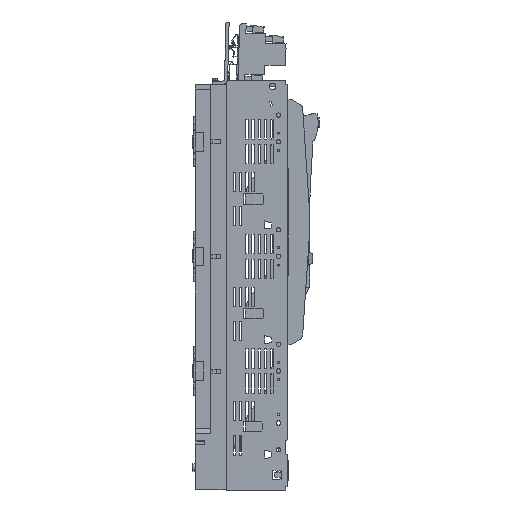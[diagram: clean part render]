
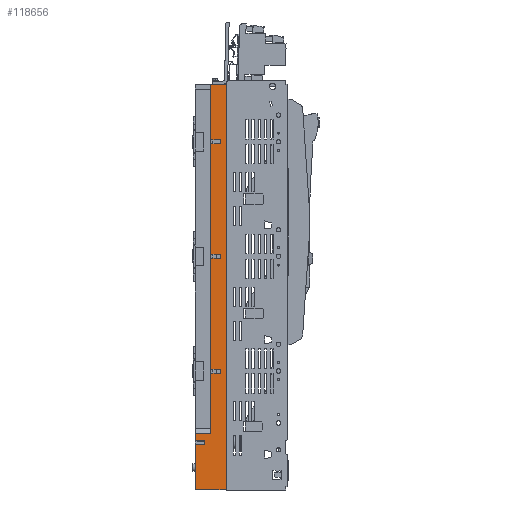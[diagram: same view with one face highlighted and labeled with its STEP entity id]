
A CAD part, left-side view. The second image highlights one B-rep face of the part: STEP entity #118656.
In plain terms, the highlighted planar face has unit normal (-1, 0, 0).
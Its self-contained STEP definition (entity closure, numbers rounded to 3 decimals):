
#118620=AXIS2_PLACEMENT_3D('Plane Axis2P3D',#118617,#118618,#118619) ;
#110176=CARTESIAN_POINT('Vertex',(-50.,-54.,277.064)) ;
#110179=CARTESIAN_POINT('Line Origine',(-50.,-54.,-49.75)) ;
#110183=CARTESIAN_POINT('Vertex',(-50.,-54.,-376.564)) ;
#112292=CARTESIAN_POINT('Vertex',(-50.,-4.,-376.564)) ;
#112295=CARTESIAN_POINT('Line Origine',(-50.,-4.,-340.097)) ;
#112299=CARTESIAN_POINT('Vertex',(-50.,-4.,-303.631)) ;
#112320=CARTESIAN_POINT('Vertex',(-50.,-4.,-297.369)) ;
#112323=CARTESIAN_POINT('Line Origine',(-50.,-4.,-291.714)) ;
#112327=CARTESIAN_POINT('Vertex',(-50.,-4.,-286.058)) ;
#113086=CARTESIAN_POINT('Vertex',(-50.,-29.,277.064)) ;
#113089=CARTESIAN_POINT('Line Origine',(-50.,-29.,277.064)) ;
#117090=CARTESIAN_POINT('Vertex',(-50.,-19.,-297.5)) ;
#117093=CARTESIAN_POINT('Line Origine',(-50.,-11.5,-297.435)) ;
#117788=CARTESIAN_POINT('Line Origine',(-50.,-29.,-376.564)) ;
#118161=CARTESIAN_POINT('Vertex',(-50.,-29.,188.216)) ;
#118166=CARTESIAN_POINT('Line Origine',(-50.,-29.,232.64)) ;
#118189=CARTESIAN_POINT('Vertex',(-50.,-29.,-286.058)) ;
#118192=CARTESIAN_POINT('Line Origine',(-50.,-29.,-237.137)) ;
#118196=CARTESIAN_POINT('Vertex',(-50.,-29.,-188.216)) ;
#118217=CARTESIAN_POINT('Vertex',(-50.,-29.,-181.784)) ;
#118220=CARTESIAN_POINT('Line Origine',(-50.,-29.,-92.5)) ;
#118224=CARTESIAN_POINT('Vertex',(-50.,-29.,-3.216)) ;
#118245=CARTESIAN_POINT('Vertex',(-50.,-29.,3.216)) ;
#118248=CARTESIAN_POINT('Line Origine',(-50.,-29.,92.5)) ;
#118252=CARTESIAN_POINT('Vertex',(-50.,-29.,181.784)) ;
#118326=CARTESIAN_POINT('Vertex',(-50.,-45.,-181.784)) ;
#118329=CARTESIAN_POINT('Line Origine',(-50.,-37.,-181.784)) ;
#118354=CARTESIAN_POINT('Line Origine',(-50.,-45.,-185.)) ;
#118358=CARTESIAN_POINT('Vertex',(-50.,-45.,-188.216)) ;
#118384=CARTESIAN_POINT('Line Origine',(-50.,-37.,-188.216)) ;
#118464=CARTESIAN_POINT('Vertex',(-50.,-19.,-303.631)) ;
#118467=CARTESIAN_POINT('Line Origine',(-50.,-19.,-300.565)) ;
#118497=CARTESIAN_POINT('Vertex',(-50.,-45.,188.216)) ;
#118500=CARTESIAN_POINT('Line Origine',(-50.,-37.,188.216)) ;
#118518=CARTESIAN_POINT('Line Origine',(-50.,-45.,185.)) ;
#118522=CARTESIAN_POINT('Vertex',(-50.,-45.,181.784)) ;
#118541=CARTESIAN_POINT('Line Origine',(-50.,-37.,181.784)) ;
#118559=CARTESIAN_POINT('Vertex',(-50.,-45.,3.216)) ;
#118562=CARTESIAN_POINT('Line Origine',(-50.,-37.,3.216)) ;
#118580=CARTESIAN_POINT('Line Origine',(-50.,-45.,0.)) ;
#118584=CARTESIAN_POINT('Vertex',(-50.,-45.,-3.216)) ;
#118603=CARTESIAN_POINT('Line Origine',(-50.,-37.,-3.216)) ;
#118617=CARTESIAN_POINT('Axis2P3D Location',(-50.,-4.,-49.981)) ;
#118622=CARTESIAN_POINT('Line Origine',(-50.,-29.,-286.058)) ;
#118627=CARTESIAN_POINT('Line Origine',(-50.,-29.,-303.631)) ;
#110180=DIRECTION('Vector Direction',(0.,0.,1.)) ;
#112296=DIRECTION('Vector Direction',(0.,0.,1.)) ;
#112324=DIRECTION('Vector Direction',(0.,0.,1.)) ;
#113090=DIRECTION('Vector Direction',(0.,1.,0.)) ;
#117094=DIRECTION('Vector Direction',(0.,-1.,-0.009)) ;
#117789=DIRECTION('Vector Direction',(0.,1.,0.)) ;
#118167=DIRECTION('Vector Direction',(0.,0.,-1.)) ;
#118193=DIRECTION('Vector Direction',(0.,0.,-1.)) ;
#118221=DIRECTION('Vector Direction',(0.,0.,-1.)) ;
#118249=DIRECTION('Vector Direction',(0.,0.,-1.)) ;
#118330=DIRECTION('Vector Direction',(0.,1.,0.)) ;
#118355=DIRECTION('Vector Direction',(0.,0.,-1.)) ;
#118385=DIRECTION('Vector Direction',(0.,1.,0.)) ;
#118468=DIRECTION('Vector Direction',(0.,0.,-1.)) ;
#118501=DIRECTION('Vector Direction',(0.,1.,0.)) ;
#118519=DIRECTION('Vector Direction',(0.,0.,-1.)) ;
#118542=DIRECTION('Vector Direction',(0.,1.,0.)) ;
#118563=DIRECTION('Vector Direction',(0.,1.,0.)) ;
#118581=DIRECTION('Vector Direction',(0.,0.,-1.)) ;
#118604=DIRECTION('Vector Direction',(0.,1.,0.)) ;
#118618=DIRECTION('Axis2P3D Direction',(1.,0.,0.)) ;
#118619=DIRECTION('Axis2P3D XDirection',(0.,0.,-1.)) ;
#118623=DIRECTION('Vector Direction',(0.,1.,0.)) ;
#118628=DIRECTION('Vector Direction',(0.,1.,0.)) ;
#110181=VECTOR('Line Direction',#110180,1.) ;
#112297=VECTOR('Line Direction',#112296,1.) ;
#112325=VECTOR('Line Direction',#112324,1.) ;
#113091=VECTOR('Line Direction',#113090,1.) ;
#117095=VECTOR('Line Direction',#117094,1.) ;
#117790=VECTOR('Line Direction',#117789,1.) ;
#118168=VECTOR('Line Direction',#118167,1.) ;
#118194=VECTOR('Line Direction',#118193,1.) ;
#118222=VECTOR('Line Direction',#118221,1.) ;
#118250=VECTOR('Line Direction',#118249,1.) ;
#118331=VECTOR('Line Direction',#118330,1.) ;
#118356=VECTOR('Line Direction',#118355,1.) ;
#118386=VECTOR('Line Direction',#118385,1.) ;
#118469=VECTOR('Line Direction',#118468,1.) ;
#118502=VECTOR('Line Direction',#118501,1.) ;
#118520=VECTOR('Line Direction',#118519,1.) ;
#118543=VECTOR('Line Direction',#118542,1.) ;
#118564=VECTOR('Line Direction',#118563,1.) ;
#118582=VECTOR('Line Direction',#118581,1.) ;
#118605=VECTOR('Line Direction',#118604,1.) ;
#118624=VECTOR('Line Direction',#118623,1.) ;
#118629=VECTOR('Line Direction',#118628,1.) ;
#118633=ORIENTED_EDGE('',*,*,#118607,.F.) ;
#118634=ORIENTED_EDGE('',*,*,#118226,.T.) ;
#118635=ORIENTED_EDGE('',*,*,#118333,.T.) ;
#118636=ORIENTED_EDGE('',*,*,#118360,.T.) ;
#118637=ORIENTED_EDGE('',*,*,#118388,.F.) ;
#118638=ORIENTED_EDGE('',*,*,#118198,.T.) ;
#118639=ORIENTED_EDGE('',*,*,#118626,.F.) ;
#118640=ORIENTED_EDGE('',*,*,#112329,.F.) ;
#118641=ORIENTED_EDGE('',*,*,#117097,.T.) ;
#118642=ORIENTED_EDGE('',*,*,#118471,.T.) ;
#118643=ORIENTED_EDGE('',*,*,#118631,.F.) ;
#118644=ORIENTED_EDGE('',*,*,#112301,.F.) ;
#118645=ORIENTED_EDGE('',*,*,#117792,.T.) ;
#118646=ORIENTED_EDGE('',*,*,#110185,.T.) ;
#118647=ORIENTED_EDGE('',*,*,#113093,.F.) ;
#118648=ORIENTED_EDGE('',*,*,#118170,.T.) ;
#118649=ORIENTED_EDGE('',*,*,#118504,.T.) ;
#118650=ORIENTED_EDGE('',*,*,#118524,.T.) ;
#118651=ORIENTED_EDGE('',*,*,#118545,.F.) ;
#118652=ORIENTED_EDGE('',*,*,#118254,.T.) ;
#118653=ORIENTED_EDGE('',*,*,#118566,.T.) ;
#118654=ORIENTED_EDGE('',*,*,#118586,.T.) ;
#118656=ADVANCED_FACE('804187_14_L_NH-Leistenunterteil Gr.3  L/SL3/W/3A/ES00',(#118655),#118621,.F.) ;
#110185=EDGE_CURVE('',#110184,#110177,#110182,.T.) ;
#112301=EDGE_CURVE('',#112293,#112300,#112298,.T.) ;
#112329=EDGE_CURVE('',#112321,#112328,#112326,.T.) ;
#113093=EDGE_CURVE('',#113087,#110177,#113092,.F.) ;
#117097=EDGE_CURVE('',#112321,#117091,#117096,.T.) ;
#117792=EDGE_CURVE('',#112293,#110184,#117791,.F.) ;
#118170=EDGE_CURVE('',#113087,#118162,#118169,.T.) ;
#118198=EDGE_CURVE('',#118197,#118190,#118195,.T.) ;
#118226=EDGE_CURVE('',#118225,#118218,#118223,.T.) ;
#118254=EDGE_CURVE('',#118253,#118246,#118251,.T.) ;
#118333=EDGE_CURVE('',#118218,#118327,#118332,.F.) ;
#118360=EDGE_CURVE('',#118327,#118359,#118357,.T.) ;
#118388=EDGE_CURVE('',#118197,#118359,#118387,.F.) ;
#118471=EDGE_CURVE('',#117091,#118465,#118470,.T.) ;
#118504=EDGE_CURVE('',#118162,#118498,#118503,.F.) ;
#118524=EDGE_CURVE('',#118498,#118523,#118521,.T.) ;
#118545=EDGE_CURVE('',#118253,#118523,#118544,.F.) ;
#118566=EDGE_CURVE('',#118246,#118560,#118565,.F.) ;
#118586=EDGE_CURVE('',#118560,#118585,#118583,.T.) ;
#118607=EDGE_CURVE('',#118225,#118585,#118606,.F.) ;
#118626=EDGE_CURVE('',#112328,#118190,#118625,.F.) ;
#118631=EDGE_CURVE('',#112300,#118465,#118630,.F.) ;
#118632=EDGE_LOOP('',(#118633,#118634,#118635,#118636,#118637,#118638,#118639,#118640,#118641,#118642,#118643,#118644,#118645,#118646,#118647,#118648,#118649,#118650,#118651,#118652,#118653,#118654)) ;
#118655=FACE_OUTER_BOUND('',#118632,.T.) ;
#110182=LINE('Line',#110179,#110181) ;
#112298=LINE('Line',#112295,#112297) ;
#112326=LINE('Line',#112323,#112325) ;
#113092=LINE('Line',#113089,#113091) ;
#117096=LINE('Line',#117093,#117095) ;
#117791=LINE('Line',#117788,#117790) ;
#118169=LINE('Line',#118166,#118168) ;
#118195=LINE('Line',#118192,#118194) ;
#118223=LINE('Line',#118220,#118222) ;
#118251=LINE('Line',#118248,#118250) ;
#118332=LINE('Line',#118329,#118331) ;
#118357=LINE('Line',#118354,#118356) ;
#118387=LINE('Line',#118384,#118386) ;
#118470=LINE('Line',#118467,#118469) ;
#118503=LINE('Line',#118500,#118502) ;
#118521=LINE('Line',#118518,#118520) ;
#118544=LINE('Line',#118541,#118543) ;
#118565=LINE('Line',#118562,#118564) ;
#118583=LINE('Line',#118580,#118582) ;
#118606=LINE('Line',#118603,#118605) ;
#118625=LINE('Line',#118622,#118624) ;
#118630=LINE('Line',#118627,#118629) ;
#118621=PLANE('Plane',#118620) ;
#110177=VERTEX_POINT('',#110176) ;
#110184=VERTEX_POINT('',#110183) ;
#112293=VERTEX_POINT('',#112292) ;
#112300=VERTEX_POINT('',#112299) ;
#112321=VERTEX_POINT('',#112320) ;
#112328=VERTEX_POINT('',#112327) ;
#113087=VERTEX_POINT('',#113086) ;
#117091=VERTEX_POINT('',#117090) ;
#118162=VERTEX_POINT('',#118161) ;
#118190=VERTEX_POINT('',#118189) ;
#118197=VERTEX_POINT('',#118196) ;
#118218=VERTEX_POINT('',#118217) ;
#118225=VERTEX_POINT('',#118224) ;
#118246=VERTEX_POINT('',#118245) ;
#118253=VERTEX_POINT('',#118252) ;
#118327=VERTEX_POINT('',#118326) ;
#118359=VERTEX_POINT('',#118358) ;
#118465=VERTEX_POINT('',#118464) ;
#118498=VERTEX_POINT('',#118497) ;
#118523=VERTEX_POINT('',#118522) ;
#118560=VERTEX_POINT('',#118559) ;
#118585=VERTEX_POINT('',#118584) ;
